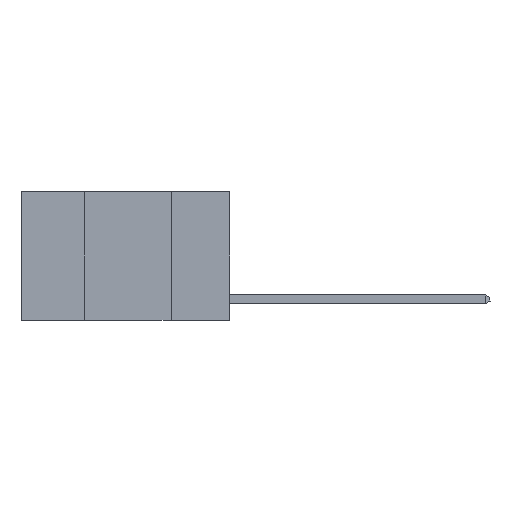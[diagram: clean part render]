
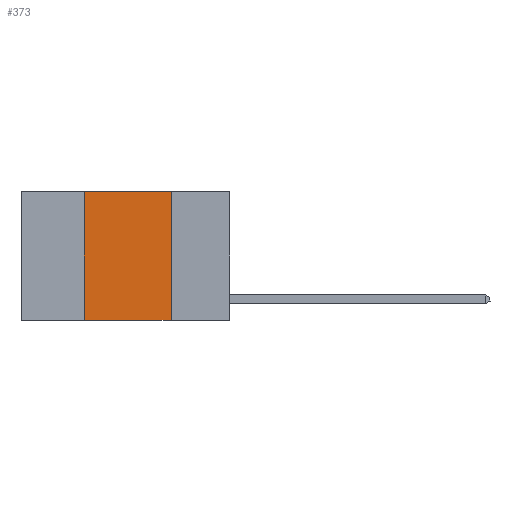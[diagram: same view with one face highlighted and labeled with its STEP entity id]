
A CAD part, left-side view. The second image highlights one B-rep face of the part: STEP entity #373.
In plain terms, the highlighted planar face has unit normal (-1, 0, 0).
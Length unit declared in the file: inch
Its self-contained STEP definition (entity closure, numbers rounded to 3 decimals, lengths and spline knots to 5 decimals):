
#373 = ADVANCED_FACE ( 'NONE', ( #1156 ), #11788, .F. ) ;
#874 = ORIENTED_EDGE ( 'NONE', *, *, #9842, .F. ) ;
#934 = DIRECTION ( 'NONE',  ( 0., 0., 1. ) ) ;
#1156 = FACE_OUTER_BOUND ( 'NONE', #19243, .T. ) ;
#1942 = LINE ( 'NONE', #17909, #6079 ) ;
#2238 = VERTEX_POINT ( 'NONE', #3436 ) ;
#2383 = AXIS2_PLACEMENT_3D ( 'NONE', #15587, #15449, #19299 ) ;
#2668 = VECTOR ( 'NONE', #7639, 39.37008 ) ;
#3044 = ORIENTED_EDGE ( 'NONE', *, *, #12578, .T. ) ;
#3091 = EDGE_CURVE ( 'NONE', #3239, #17326, #1942, .T. ) ;
#3239 = VERTEX_POINT ( 'NONE', #12199 ) ;
#3436 = CARTESIAN_POINT ( 'NONE',  ( 0., 0.42, -0.37 ) ) ;
#5210 = VECTOR ( 'NONE', #934, 39.37008 ) ;
#6079 = VECTOR ( 'NONE', #10228, 39.37008 ) ;
#6805 = LINE ( 'NONE', #18390, #2668 ) ;
#6812 = ORIENTED_EDGE ( 'NONE', *, *, #16627, .F. ) ;
#7639 = DIRECTION ( 'NONE',  ( 0., -1., 0. ) ) ;
#8677 = VECTOR ( 'NONE', #18036, 39.37008 ) ;
#9168 = LINE ( 'NONE', #16514, #8677 ) ;
#9842 = EDGE_CURVE ( 'NONE', #10668, #3239, #6805, .T. ) ;
#10228 = DIRECTION ( 'NONE',  ( 0., 0., -1. ) ) ;
#10668 = VERTEX_POINT ( 'NONE', #14420 ) ;
#11788 = PLANE ( 'NONE',  #2383 ) ;
#12199 = CARTESIAN_POINT ( 'NONE',  ( 0., 0.17, 0. ) ) ;
#12578 = EDGE_CURVE ( 'NONE', #2238, #17326, #9168, .T. ) ;
#14420 = CARTESIAN_POINT ( 'NONE',  ( 0., 0.42, 0. ) ) ;
#15449 = DIRECTION ( 'NONE',  ( 1., 0., 0. ) ) ;
#15587 = CARTESIAN_POINT ( 'NONE',  ( 0., 0.6, 0. ) ) ;
#16514 = CARTESIAN_POINT ( 'NONE',  ( 0., 0.6, -0.37 ) ) ;
#16627 = EDGE_CURVE ( 'NONE', #2238, #10668, #18547, .T. ) ;
#17326 = VERTEX_POINT ( 'NONE', #19775 ) ;
#17340 = ORIENTED_EDGE ( 'NONE', *, *, #3091, .F. ) ;
#17909 = CARTESIAN_POINT ( 'NONE',  ( 0., 0.17, 0. ) ) ;
#18036 = DIRECTION ( 'NONE',  ( 0., -1., 0. ) ) ;
#18390 = CARTESIAN_POINT ( 'NONE',  ( 0., 0.6, 0. ) ) ;
#18547 = LINE ( 'NONE', #19523, #5210 ) ;
#19243 = EDGE_LOOP ( 'NONE', ( #17340, #874, #6812, #3044 ) ) ;
#19299 = DIRECTION ( 'NONE',  ( 0., 0., -1. ) ) ;
#19523 = CARTESIAN_POINT ( 'NONE',  ( 0., 0.42, 0. ) ) ;
#19775 = CARTESIAN_POINT ( 'NONE',  ( 0., 0.17, -0.37 ) ) ;
